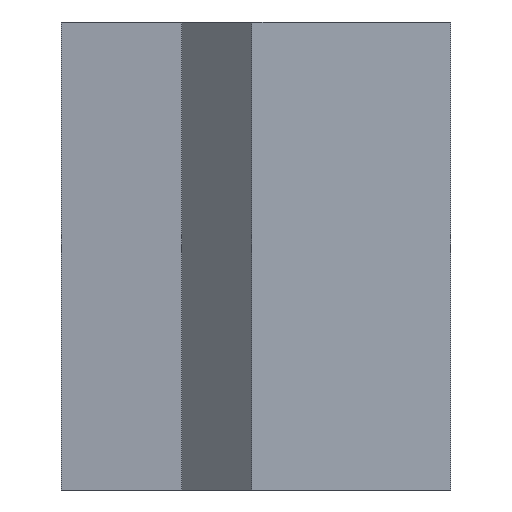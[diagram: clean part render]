
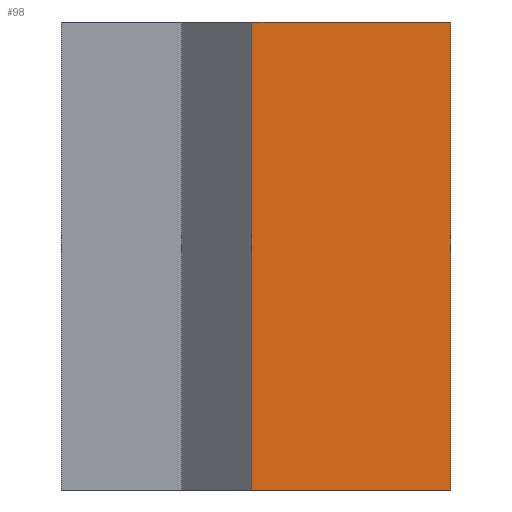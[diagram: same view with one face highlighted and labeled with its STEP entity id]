
A CAD part, left-side view. The second image highlights one B-rep face of the part: STEP entity #98.
In plain terms, the highlighted planar face has unit normal (-1, 0, 0).
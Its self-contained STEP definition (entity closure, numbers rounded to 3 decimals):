
#98=ADVANCED_FACE('',(#309),#311,.T.);
#309=FACE_BOUND('',#310,.T.);
#310=EDGE_LOOP('',(#490,#491,#492,#493));
#311=PLANE('',#312);
#312=AXIS2_PLACEMENT_3D('',#313,#314,#315);
#313=CARTESIAN_POINT('',(-5.,3.,-10.));
#314=DIRECTION('',(-1.,0.,0.));
#315=DIRECTION('',(0.,-1.,0.));
#490=ORIENTED_EDGE('',*,*,#572,.T.);
#491=ORIENTED_EDGE('',*,*,#562,.T.);
#492=ORIENTED_EDGE('',*,*,#591,.F.);
#493=ORIENTED_EDGE('',*,*,#596,.F.);
#562=EDGE_CURVE('',#615,#620,#622,.T.);
#572=EDGE_CURVE('',#641,#615,#642,.T.);
#591=EDGE_CURVE('',#676,#620,#678,.T.);
#596=EDGE_CURVE('',#641,#676,#686,.T.);
#615=VERTEX_POINT('',#711);
#620=VERTEX_POINT('',#720);
#622=LINE('',#724,#725);
#641=VERTEX_POINT('',#767);
#642=LINE('',#768,#769);
#676=VERTEX_POINT('',#840);
#678=LINE('',#844,#845);
#686=LINE('',#864,#865);
#711=CARTESIAN_POINT('',(-5.,-5.5,-10.));
#720=CARTESIAN_POINT('',(-5.,-5.5,10.));
#724=CARTESIAN_POINT('',(-5.,-5.5,-10.));
#725=VECTOR('',#726,1.);
#726=DIRECTION('',(0.,0.,1.));
#767=CARTESIAN_POINT('',(-5.,3.,-10.));
#768=CARTESIAN_POINT('',(-5.,3.,-10.));
#769=VECTOR('',#770,1.);
#770=DIRECTION('',(0.,-1.,0.));
#840=CARTESIAN_POINT('',(-5.,3.,10.));
#844=CARTESIAN_POINT('',(-5.,3.,10.));
#845=VECTOR('',#846,1.);
#846=DIRECTION('',(0.,-1.,0.));
#864=CARTESIAN_POINT('',(-5.,3.,-10.));
#865=VECTOR('',#866,1.);
#866=DIRECTION('',(0.,0.,1.));
